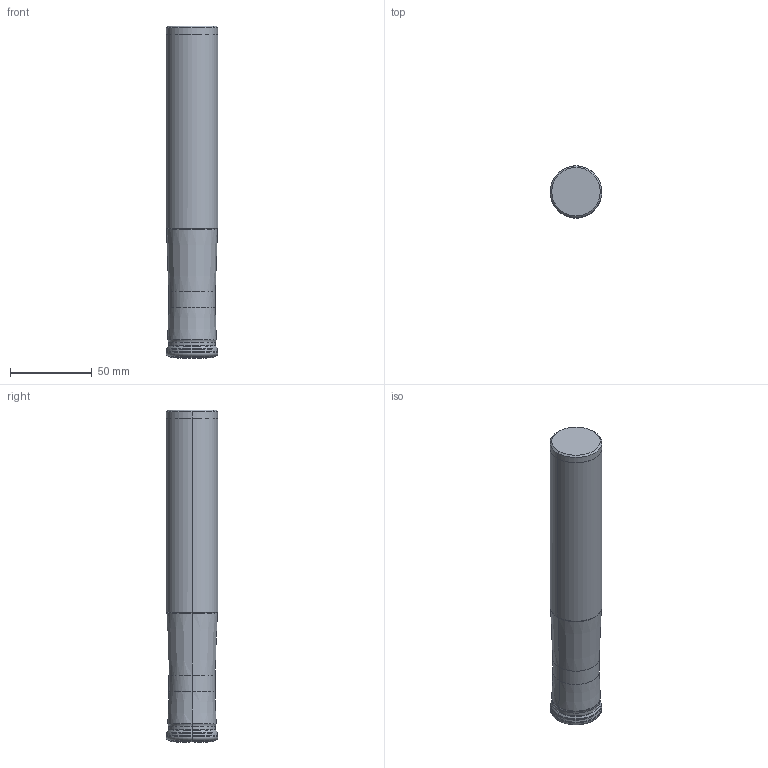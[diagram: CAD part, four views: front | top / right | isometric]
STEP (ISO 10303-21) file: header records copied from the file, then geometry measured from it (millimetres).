
FILE_DESCRIPTION(/* description */ (''),/* implementation_level */ '2;1');
FILE_NAME(/* name */ 'AJXU09R203SA20M_IR0_079.stp',/* time_stamp */ '2021-09-08T11:49:00+09:00',/* author */ (''),/* organization */ (''),/* preprocessor_version */ 'ST-DEVELOPER v16',/* originating_system */ 'SIEMENS PLM Software NX 10.0',/* authorisation */ '');
FILE_SCHEMA (('AUTOMOTIVE_DESIGN { 1 0 10303 214 3 1 1 1 }'));
Length unit declared in the file: millimetre
Products named in the file (1): AJXU09R203SA20M_IR0_079_ASM
Bounding box: 31.75 x 31.75 x 203.2 mm (x, y, z)
Volume: 156360.7 mm3; surface area: 23141 mm2
Topology: 2 solids, 2 shells, 97 faces, 233 edges, 173 vertices
Faces by surface type: torus 34, revolution 24, cone 20, cylinder 10, plane 5, bspline 4
Entity records: 3539 total; most frequent: CARTESIAN_POINT 1119, DIRECTION 524, ORIENTED_EDGE 408, AXIS2_PLACEMENT_3D 233, EDGE_CURVE 204, CIRCLE 153, VERTEX_POINT 112, EDGE_LOOP 100
